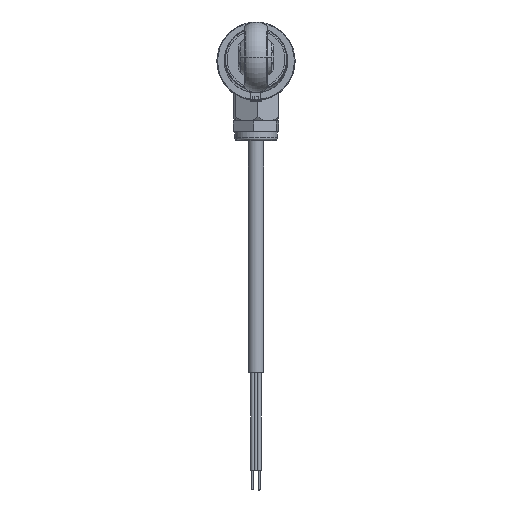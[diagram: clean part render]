
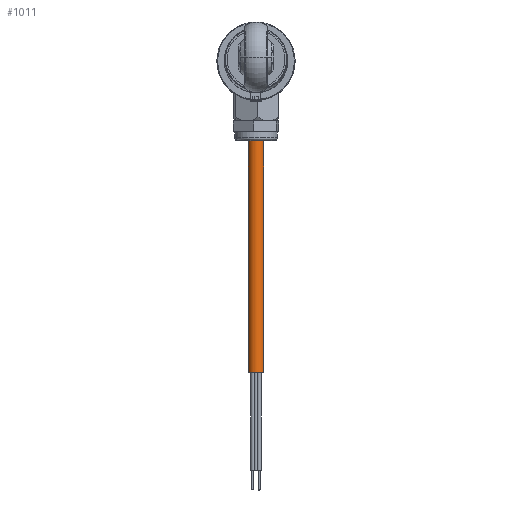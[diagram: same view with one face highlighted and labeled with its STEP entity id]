
A CAD part, top view. The second image highlights one B-rep face of the part: STEP entity #1011.
In plain terms, the highlighted cylindrical face has radius 1.95 mm (diameter 3.9 mm), a partial arc.
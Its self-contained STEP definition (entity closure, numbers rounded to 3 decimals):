
#981 = EDGE_CURVE ( 'NONE', #1004, #995, #5454, .T. ) ;
#985 = ORIENTED_EDGE ( 'NONE', *, *, #981, .F. ) ;
#994 = EDGE_LOOP ( 'NONE', ( #985, #998, #1021, #1002 ) ) ;
#995 = VERTEX_POINT ( 'NONE', #5505 ) ;
#996 = VERTEX_POINT ( 'NONE', #5511 ) ;
#998 = ORIENTED_EDGE ( 'NONE', *, *, #1006, .T. ) ;
#1001 = EDGE_CURVE ( 'NONE', #1003, #996, #5500, .T. ) ;
#1002 = ORIENTED_EDGE ( 'NONE', *, *, #1018, .F. ) ;
#1003 = VERTEX_POINT ( 'NONE', #5544 ) ;
#1004 = VERTEX_POINT ( 'NONE', #5543 ) ;
#1006 = EDGE_CURVE ( 'NONE', #1004, #1003, #5539, .T. ) ;
#1011 = ADVANCED_FACE ( 'NONE', ( #5532 ), #5537, .T. ) ;
#1018 = EDGE_CURVE ( 'NONE', #995, #996, #5559, .T. ) ;
#1021 = ORIENTED_EDGE ( 'NONE', *, *, #1001, .T. ) ;
#5428 = DIRECTION ( 'NONE',  ( -1., 0., 0. ) ) ;
#5429 = DIRECTION ( 'NONE',  ( 0., 1., 0. ) ) ;
#5434 = AXIS2_PLACEMENT_3D ( 'NONE', #5447, #5429, #5428 ) ;
#5447 = CARTESIAN_POINT ( 'NONE',  ( 0., 0.4, -309.2 ) ) ;
#5454 = CIRCLE ( 'NONE', #5434, 1.95 ) ;
#5500 = CIRCLE ( 'NONE', #5514, 1.95 ) ;
#5505 = CARTESIAN_POINT ( 'NONE',  ( 1.95, 0.4, -309.2 ) ) ;
#5511 = CARTESIAN_POINT ( 'NONE',  ( 1.95, -79.6, -309.2 ) ) ;
#5514 = AXIS2_PLACEMENT_3D ( 'NONE', #5548, #5542, #5540 ) ;
#5527 = DIRECTION ( 'NONE',  ( 0., -1., 0. ) ) ;
#5532 = FACE_OUTER_BOUND ( 'NONE', #994, .T. ) ;
#5533 = DIRECTION ( 'NONE',  ( 0., -1., 0. ) ) ;
#5534 = VECTOR ( 'NONE', #5533, 1000. ) ;
#5535 = AXIS2_PLACEMENT_3D ( 'NONE', #5576, #5527, #5572 ) ;
#5537 = CYLINDRICAL_SURFACE ( 'NONE', #5535, 1.95 ) ;
#5538 = CARTESIAN_POINT ( 'NONE',  ( -1.95, 0.4, -309.2 ) ) ;
#5539 = LINE ( 'NONE', #5538, #5534 ) ;
#5540 = DIRECTION ( 'NONE',  ( -1., 0., 0. ) ) ;
#5542 = DIRECTION ( 'NONE',  ( 0., 1., 0. ) ) ;
#5543 = CARTESIAN_POINT ( 'NONE',  ( -1.95, 0.4, -309.2 ) ) ;
#5544 = CARTESIAN_POINT ( 'NONE',  ( -1.95, -79.6, -309.2 ) ) ;
#5548 = CARTESIAN_POINT ( 'NONE',  ( 0., -79.6, -309.2 ) ) ;
#5559 = LINE ( 'NONE', #5600, #5595 ) ;
#5572 = DIRECTION ( 'NONE',  ( 1., 0., 0. ) ) ;
#5576 = CARTESIAN_POINT ( 'NONE',  ( 0., 0.4, -309.2 ) ) ;
#5594 = DIRECTION ( 'NONE',  ( 0., -1., 0. ) ) ;
#5595 = VECTOR ( 'NONE', #5594, 1000. ) ;
#5600 = CARTESIAN_POINT ( 'NONE',  ( 1.95, 0.4, -309.2 ) ) ;
